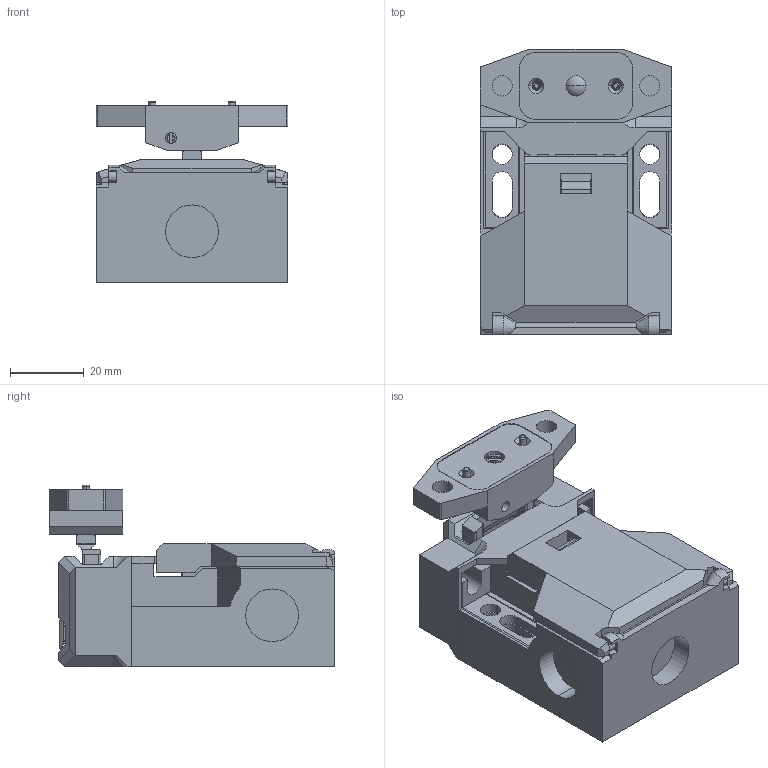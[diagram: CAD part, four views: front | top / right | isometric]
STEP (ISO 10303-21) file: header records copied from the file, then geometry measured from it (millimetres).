
FILE_DESCRIPTION((''),'2;1');
FILE_NAME('192588_ASM','2016-01-27T',('pdmadmin'),(''),'PRO/ENGINEER BY PARAMETRIC TECHNOLOGY CORPORATION, 2013230','PRO/ENGINEER BY PARAMETRIC TECHNOLOGY CORPORATION, 2013230','');
FILE_SCHEMA(('CONFIG_CONTROL_DESIGN'));
Length unit declared in the file: millimetre
Products named in the file (8): SI-QS75_INTERLOCK_PART_1; SI-QS75_INTERLOCK_PART_2; SI-QS75_INTERLOCK_PART_3; SI-QS75_INTERLOCK_PART_4; SI-QS75_INTERLOCK_ASM; 46996---SI-QS-SSU; 56975---SI-QS75MFC_ASM; 192588_ASM
Assembly tree (7 placements, depth 4):
  192588_ASM
    56975---SI-QS75MFC_ASM
      SI-QS75_INTERLOCK_ASM
        SI-QS75_INTERLOCK_PART_1
        SI-QS75_INTERLOCK_PART_2
        SI-QS75_INTERLOCK_PART_3
        SI-QS75_INTERLOCK_PART_4
      46996---SI-QS-SSU
Bounding box: 52 x 77.4 x 49.3 mm (x, y, z)
Volume: 89766.9 mm3; surface area: 41192.1 mm2
Topology: 9 solids, 10 shells, 735 faces, 2031 edges, 1319 vertices
Faces by surface type: plane 515, cylinder 156, cone 26, bspline 19, sphere 10, torus 9
Entity records: 26975 total; most frequent: CARTESIAN_POINT 7988, ORIENTED_EDGE 4034, DIRECTION 3713, EDGE_CURVE 2025, VECTOR 1547, LINE 1547, VERTEX_POINT 1319, AXIS2_PLACEMENT_3D 1083
